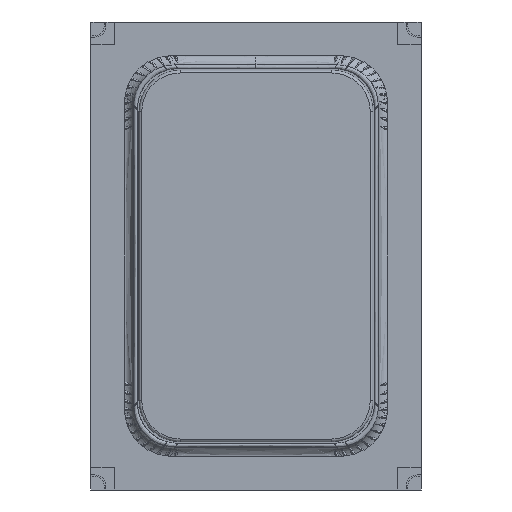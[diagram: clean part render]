
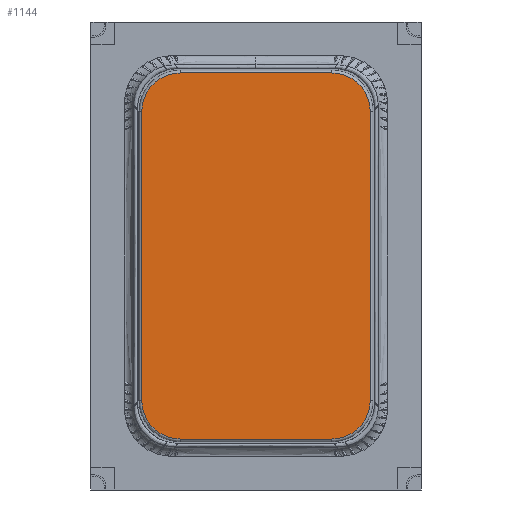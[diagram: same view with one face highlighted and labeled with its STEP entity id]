
A CAD part, front view. The second image highlights one B-rep face of the part: STEP entity #1144.
In plain terms, the highlighted planar face has unit normal (0, -1, 0).
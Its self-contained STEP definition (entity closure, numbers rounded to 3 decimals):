
#516=FACE_OUTER_BOUND('',#2114,.T.);
#1144=ADVANCED_FACE('',(#516),#1782,.T.);
#1782=PLANE('',#10917);
#1972=CIRCLE('',#10896,1.4);
#1976=CIRCLE('',#10903,1.4);
#1980=CIRCLE('',#10908,1.4);
#1984=CIRCLE('',#10915,1.4);
#2114=EDGE_LOOP('',(#3796,#3797,#3798,#3799,#3800,#3801,#3802,#3803));
#3796=ORIENTED_EDGE('',*,*,#8088,.T.);
#3797=ORIENTED_EDGE('',*,*,#8082,.T.);
#3798=ORIENTED_EDGE('',*,*,#8084,.T.);
#3799=ORIENTED_EDGE('',*,*,#8090,.T.);
#3800=ORIENTED_EDGE('',*,*,#8096,.T.);
#3801=ORIENTED_EDGE('',*,*,#8102,.T.);
#3802=ORIENTED_EDGE('',*,*,#8100,.T.);
#3803=ORIENTED_EDGE('',*,*,#8094,.T.);
#7046=VERTEX_POINT('',#12529);
#7049=VERTEX_POINT('',#12534);
#7051=VERTEX_POINT('',#12539);
#7052=VERTEX_POINT('',#12544);
#7055=VERTEX_POINT('',#12551);
#7056=VERTEX_POINT('',#12556);
#7059=VERTEX_POINT('',#12563);
#7060=VERTEX_POINT('',#12568);
#8082=EDGE_CURVE('',#7046,#7049,#1972,.T.);
#8084=EDGE_CURVE('',#7049,#7051,#9708,.T.);
#8088=EDGE_CURVE('',#7052,#7046,#9711,.T.);
#8090=EDGE_CURVE('',#7051,#7055,#1976,.T.);
#8094=EDGE_CURVE('',#7056,#7052,#1980,.T.);
#8096=EDGE_CURVE('',#7055,#7059,#9712,.T.);
#8100=EDGE_CURVE('',#7060,#7056,#9715,.T.);
#8102=EDGE_CURVE('',#7059,#7060,#1984,.T.);
#9708=LINE('',#12540,#10304);
#9711=LINE('',#12547,#10307);
#9712=LINE('',#12564,#10308);
#9715=LINE('',#12571,#10311);
#10304=VECTOR('',#11243,1.);
#10307=VECTOR('',#11250,1.);
#10308=VECTOR('',#11271,1.);
#10311=VECTOR('',#11278,1.);
#10896=AXIS2_PLACEMENT_3D('',#12535,#11237,#11238);
#10903=AXIS2_PLACEMENT_3D('',#12552,#11255,#11256);
#10908=AXIS2_PLACEMENT_3D('',#12559,#11265,#11266);
#10915=AXIS2_PLACEMENT_3D('',#12574,#11283,#11284);
#10917=AXIS2_PLACEMENT_3D('',#12576,#11287,#11288);
#11237=DIRECTION('',(0.,-1.,0.));
#11238=DIRECTION('',(0.,0.,-1.));
#11243=DIRECTION('',(0.,0.,1.));
#11250=DIRECTION('',(1.,0.,0.));
#11255=DIRECTION('',(0.,-1.,0.));
#11256=DIRECTION('',(0.,0.,-1.));
#11265=DIRECTION('',(0.,-1.,0.));
#11266=DIRECTION('',(0.,0.,-1.));
#11271=DIRECTION('',(-1.,0.,0.));
#11278=DIRECTION('',(0.,0.,-1.));
#11283=DIRECTION('',(0.,-1.,0.));
#11284=DIRECTION('',(0.,0.,-1.));
#11287=DIRECTION('',(0.,-1.,0.));
#11288=DIRECTION('',(0.,0.,1.));
#12529=CARTESIAN_POINT('',(2.75,-0.3,-6.65));
#12534=CARTESIAN_POINT('',(4.15,-0.3,-5.25));
#12535=CARTESIAN_POINT('',(2.75,-0.3,-5.25));
#12539=CARTESIAN_POINT('',(4.15,-0.3,5.25));
#12540=CARTESIAN_POINT('',(4.15,-0.3,5.25));
#12544=CARTESIAN_POINT('',(-2.75,-0.3,-6.65));
#12547=CARTESIAN_POINT('',(2.75,-0.3,-6.65));
#12551=CARTESIAN_POINT('',(2.75,-0.3,6.65));
#12552=CARTESIAN_POINT('',(2.75,-0.3,5.25));
#12556=CARTESIAN_POINT('',(-4.15,-0.3,-5.25));
#12559=CARTESIAN_POINT('',(-2.75,-0.3,-5.25));
#12563=CARTESIAN_POINT('',(-2.75,-0.3,6.65));
#12564=CARTESIAN_POINT('',(-2.75,-0.3,6.65));
#12568=CARTESIAN_POINT('',(-4.15,-0.3,5.25));
#12571=CARTESIAN_POINT('',(-4.15,-0.3,-5.25));
#12574=CARTESIAN_POINT('',(-2.75,-0.3,5.25));
#12576=CARTESIAN_POINT('',(-2.75,-0.3,-5.25));
